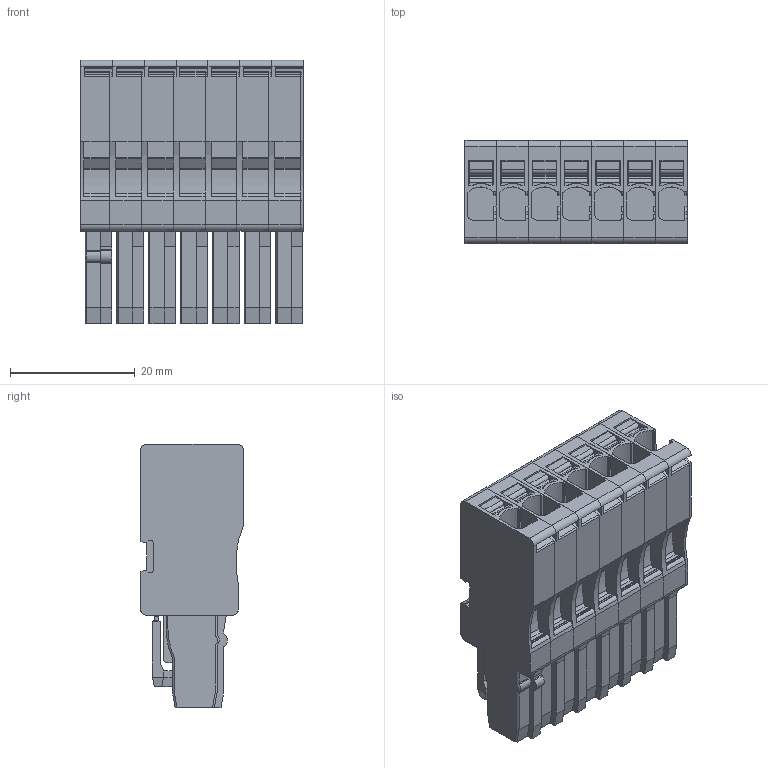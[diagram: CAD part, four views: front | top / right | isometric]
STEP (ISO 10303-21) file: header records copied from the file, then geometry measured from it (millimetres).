
FILE_DESCRIPTION(('CATIA V5 STEP Exchange','CAx-IF Rec.Pracs.--- Model Styling and Organization---1.4--- 2014-01-23'),'2;1');
FILE_NAME ('1177887-3_1', '2020-01-13T07:44:33+00:00', ('none'), ('Weidmueller'), 'CATIA Version 5-6 Release 2016 SP3 HF44', 'CATIA V5 STEP AP214', 'none');
FILE_SCHEMA(('AUTOMOTIVE_DESIGN { 1 0 10303 214 1 1 1 1 }'));
Products named in the file (1): 2712780000
Bounding box: 35.7 x 16.5 x 42.25 mm (x, y, z)
Volume: 16618.8 mm3; surface area: 15762 mm2
Topology: 15 solids, 15 shells, 2310 faces, 6503 edges, 4286 vertices
Faces by surface type: plane 1297, cylinder 856, extrusion 91, cone 38, torus 28
Entity records: 74425 total; most frequent: CARTESIAN_POINT 16087, ORIENTED_EDGE 13006, DIRECTION 10196, EDGE_CURVE 6503, VECTOR 4645, LINE 4554, VERTEX_POINT 4286, AXIS2_PLACEMENT_3D 3569
